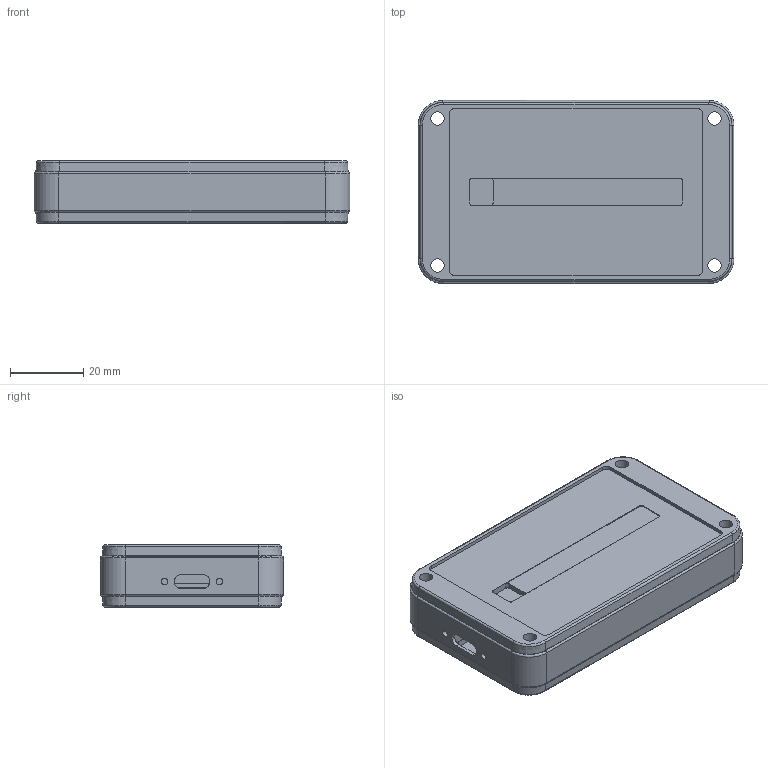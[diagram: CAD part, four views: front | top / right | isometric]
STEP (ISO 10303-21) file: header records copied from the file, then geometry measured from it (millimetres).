
FILE_DESCRIPTION(/* description */ (''),/* implementation_level */ '2;1');
FILE_NAME(/* name */ 'W5 Enclosure Assembly rev1.0.step',/* time_stamp */ '2021-02-05T12:00:47-05:00',/* author */ (''),/* organization */ (''),/* preprocessor_version */ 'ST-DEVELOPER v18.1',/* originating_system */ 'Autodesk Translation Framework v9.7.1.1290',/* authorisation */ '');
FILE_SCHEMA (('AUTOMOTIVE_DESIGN { 1 0 10303 214 3 1 1 }'));
Length unit declared in the file: inch
Products named in the file (4): W5 Enclosure Assembly; W5 Bottom; W5 Top; W5 Frame
Assembly tree (3 placements, depth 2):
  W5 Enclosure Assembly
    W5 Bottom
    W5 Top
    W5 Frame
Bounding box: 86.36 x 50.04 x 16.98 mm (x, y, z)
Volume: 20154.2 mm3; surface area: 29203.9 mm2
Topology: 3 solids, 4 shells, 608 faces, 1656 edges, 1079 vertices
Faces by surface type: plane 272, cylinder 193, cone 88, bspline 41, torus 14
Full cylindrical faces by diameter (mm): 1.778 x2, 2.438 x4, 3.175 x4, 3.302 x4, 3.658 x12
Entity records: 20423 total; most frequent: CARTESIAN_POINT 4660, ORIENTED_EDGE 3312, DIRECTION 3282, EDGE_CURVE 1656, AXIS2_PLACEMENT_3D 1157, VERTEX_POINT 1079, LINE 968, VECTOR 968
